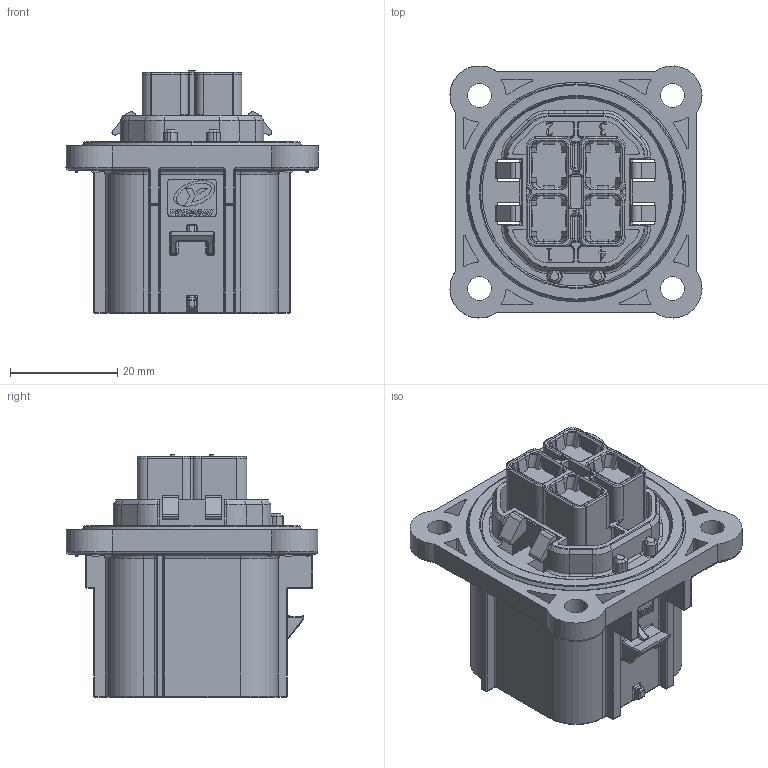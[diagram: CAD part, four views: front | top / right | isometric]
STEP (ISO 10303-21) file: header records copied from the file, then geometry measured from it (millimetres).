
FILE_DESCRIPTION (( 'STEP AP214' ), '1' );
FILE_NAME ('YGEV2-P4RA²å×ù.STEP', '2024-12-09T06:25:47', ( '' ), ( '' ), 'SwSTEP 2.0', 'SolidWorks 2023', '' );
FILE_SCHEMA (( 'AUTOMOTIVE_DESIGN' ));
Length unit declared in the file: millimetre
Products named in the file (1): YGEV2-P4RA插座
Bounding box: 46.99 x 46.99 x 45.2 mm (x, y, z)
Volume: 28484.4 mm3; surface area: 19969.9 mm2
Topology: 1 solids, 7 shells, 2683 faces, 7066 edges, 4445 vertices
Faces by surface type: plane 1394, cylinder 722, bspline 267, torus 189, cone 66, sphere 45
Entity records: 125804 total; most frequent: CARTESIAN_POINT 32385, ORIENTED_EDGE 13986, DIRECTION 12788, EDGE_CURVE 6993, VECTOR 4528, LINE 4528, VERTEX_POINT 4437, AXIS2_PLACEMENT_3D 4130
